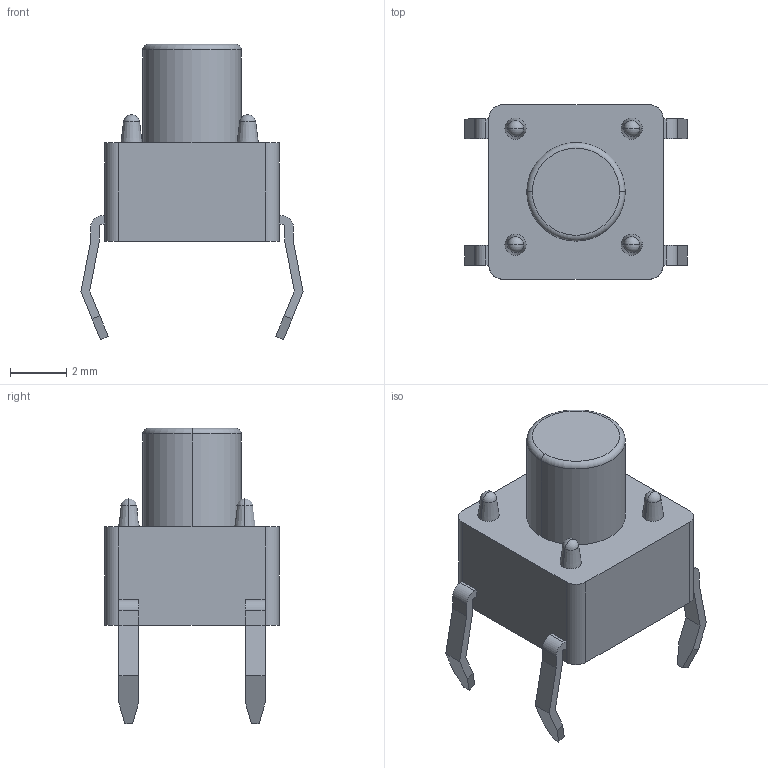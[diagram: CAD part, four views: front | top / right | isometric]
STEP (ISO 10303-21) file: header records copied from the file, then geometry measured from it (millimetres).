
FILE_DESCRIPTION (( 'STEP AP214' ), '1' );
FILE_NAME ('DIDEFAU01121457272363.step', '2007-01-12T19:57:24', ( 'sysAdmin' ), ( 'SolidWorks' ), 'SwSTEP 2.0', 'SolidWorks 2007', '' );
FILE_SCHEMA (( 'AUTOMOTIVE_DESIGN' ));
Length unit declared in the file: millimetre
Products named in the file (1): DIDEFAU01121457272363
Bounding box: 7.9 x 6.2 x 10.5 mm (x, y, z)
Volume: 172.2 mm3; surface area: 239.2 mm2
Topology: 1 solids, 1 shells, 91 faces, 238 edges, 154 vertices
Faces by surface type: plane 59, cylinder 14, cone 8, sphere 8, torus 2
Entity records: 3140 total; most frequent: CARTESIAN_POINT 484, DIRECTION 478, ORIENTED_EDGE 476, EDGE_CURVE 238, VECTOR 182, LINE 182, VERTEX_POINT 154, AXIS2_PLACEMENT_3D 148
